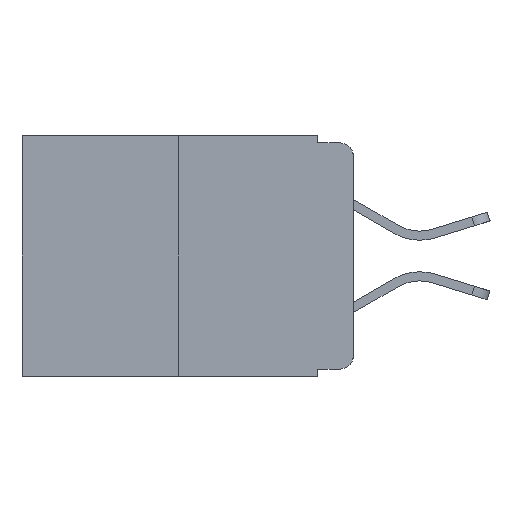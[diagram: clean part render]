
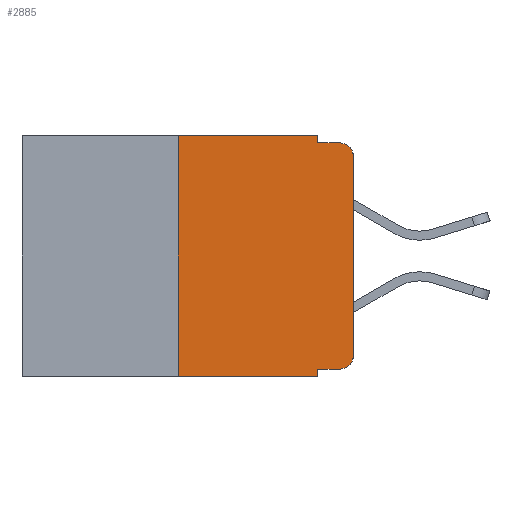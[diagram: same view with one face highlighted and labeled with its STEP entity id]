
A CAD part, left-side view. The second image highlights one B-rep face of the part: STEP entity #2885.
In plain terms, the highlighted planar face has unit normal (-1, 0, 0).
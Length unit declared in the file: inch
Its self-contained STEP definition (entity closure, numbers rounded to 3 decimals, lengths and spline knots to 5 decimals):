
#459 = CARTESIAN_POINT ( 'NONE',  ( 0., 0.051, -0.01 ) ) ;
#615 = ORIENTED_EDGE ( 'NONE', *, *, #11088, .T. ) ;
#795 = LINE ( 'NONE', #7123, #7752 ) ;
#1011 = EDGE_CURVE ( 'NONE', #5350, #14473, #11963, .T. ) ;
#1075 = VERTEX_POINT ( 'NONE', #8616 ) ;
#1169 = LINE ( 'NONE', #2353, #8552 ) ;
#1753 = LINE ( 'NONE', #17574, #6188 ) ;
#1757 = FACE_OUTER_BOUND ( 'NONE', #14192, .T. ) ;
#1796 = LINE ( 'NONE', #7525, #16428 ) ;
#2173 = DIRECTION ( 'NONE',  ( -1., 0., 0. ) ) ;
#2353 = CARTESIAN_POINT ( 'NONE',  ( 0., 0., 0. ) ) ;
#2575 = VERTEX_POINT ( 'NONE', #15863 ) ;
#2885 = ADVANCED_FACE ( 'NONE', ( #1757 ), #16546, .F. ) ;
#3415 = ORIENTED_EDGE ( 'NONE', *, *, #12893, .F. ) ;
#3601 = DIRECTION ( 'NONE',  ( 0., -1., 0. ) ) ;
#3670 = ORIENTED_EDGE ( 'NONE', *, *, #10156, .T. ) ;
#3795 = AXIS2_PLACEMENT_3D ( 'NONE', #16563, #4963, #5150 ) ;
#3997 = EDGE_CURVE ( 'NONE', #15120, #14473, #17992, .T. ) ;
#4154 = CARTESIAN_POINT ( 'NONE',  ( 0., 0.473, 0. ) ) ;
#4963 = DIRECTION ( 'NONE',  ( 1., 0., 0. ) ) ;
#4999 = EDGE_CURVE ( 'NONE', #9918, #15120, #1169, .T. ) ;
#5105 = CARTESIAN_POINT ( 'NONE',  ( 0., 0.02, -0.333 ) ) ;
#5150 = DIRECTION ( 'NONE',  ( 0., 0., -1. ) ) ;
#5350 = VERTEX_POINT ( 'NONE', #459 ) ;
#6188 = VECTOR ( 'NONE', #3601, 39.37008 ) ;
#6583 = CARTESIAN_POINT ( 'NONE',  ( 0., 0.02, -0.01 ) ) ;
#7123 = CARTESIAN_POINT ( 'NONE',  ( 0., 0.051, 0. ) ) ;
#7359 = ORIENTED_EDGE ( 'NONE', *, *, #13819, .F. ) ;
#7492 = ORIENTED_EDGE ( 'NONE', *, *, #12229, .F. ) ;
#7500 = CARTESIAN_POINT ( 'NONE',  ( 0., 0., -0.03 ) ) ;
#7509 = ORIENTED_EDGE ( 'NONE', *, *, #16583, .F. ) ;
#7512 = LINE ( 'NONE', #15039, #11204 ) ;
#7525 = CARTESIAN_POINT ( 'NONE',  ( 0., 0.051, -0.333 ) ) ;
#7638 = CARTESIAN_POINT ( 'NONE',  ( 0., 0.02, -0.03 ) ) ;
#7752 = VECTOR ( 'NONE', #8563, 39.37008 ) ;
#7786 = ORIENTED_EDGE ( 'NONE', *, *, #1011, .F. ) ;
#7864 = VECTOR ( 'NONE', #9885, 39.37008 ) ;
#8001 = LINE ( 'NONE', #4154, #14863 ) ;
#8055 = ORIENTED_EDGE ( 'NONE', *, *, #3997, .T. ) ;
#8180 = ORIENTED_EDGE ( 'NONE', *, *, #4999, .T. ) ;
#8523 = VERTEX_POINT ( 'NONE', #13233 ) ;
#8552 = VECTOR ( 'NONE', #11063, 39.37008 ) ;
#8563 = DIRECTION ( 'NONE',  ( 0., 0., -1. ) ) ;
#8616 = CARTESIAN_POINT ( 'NONE',  ( 0., 0.25, -0.343 ) ) ;
#8927 = DIRECTION ( 'NONE',  ( 0., -1., 0. ) ) ;
#9047 = DIRECTION ( 'NONE',  ( 0., 0., -1. ) ) ;
#9085 = DIRECTION ( 'NONE',  ( 0., 0., 1. ) ) ;
#9234 = AXIS2_PLACEMENT_3D ( 'NONE', #10837, #2173, #12200 ) ;
#9540 = AXIS2_PLACEMENT_3D ( 'NONE', #7638, #17232, #9047 ) ;
#9651 = VERTEX_POINT ( 'NONE', #12452 ) ;
#9771 = CARTESIAN_POINT ( 'NONE',  ( 0., 0.051, -0.01 ) ) ;
#9885 = DIRECTION ( 'NONE',  ( 0., -1., 0. ) ) ;
#9918 = VERTEX_POINT ( 'NONE', #15693 ) ;
#10156 = EDGE_CURVE ( 'NONE', #17163, #9918, #11842, .T. ) ;
#10346 = ORIENTED_EDGE ( 'NONE', *, *, #11930, .T. ) ;
#10534 = VECTOR ( 'NONE', #9085, 39.37008 ) ;
#10837 = CARTESIAN_POINT ( 'NONE',  ( 0., 0.02, -0.313 ) ) ;
#11063 = DIRECTION ( 'NONE',  ( 0., 0., 1. ) ) ;
#11088 = EDGE_CURVE ( 'NONE', #17816, #17163, #1796, .T. ) ;
#11204 = VECTOR ( 'NONE', #17775, 39.37008 ) ;
#11842 = CIRCLE ( 'NONE', #9234, 0.02 ) ;
#11930 = EDGE_CURVE ( 'NONE', #1075, #8523, #1753, .T. ) ;
#11963 = LINE ( 'NONE', #9771, #7864 ) ;
#12132 = CARTESIAN_POINT ( 'NONE',  ( 0., 0.051, -0.333 ) ) ;
#12200 = DIRECTION ( 'NONE',  ( 0., 0., -1. ) ) ;
#12229 = EDGE_CURVE ( 'NONE', #2575, #9651, #8001, .T. ) ;
#12452 = CARTESIAN_POINT ( 'NONE',  ( 0., 0.051, 0. ) ) ;
#12893 = EDGE_CURVE ( 'NONE', #17816, #8523, #795, .T. ) ;
#13200 = CARTESIAN_POINT ( 'NONE',  ( 0., 0.25, 0. ) ) ;
#13233 = CARTESIAN_POINT ( 'NONE',  ( 0., 0.051, -0.343 ) ) ;
#13734 = LINE ( 'NONE', #13200, #10534 ) ;
#13819 = EDGE_CURVE ( 'NONE', #1075, #2575, #13734, .T. ) ;
#14192 = EDGE_LOOP ( 'NONE', ( #8180, #8055, #7786, #7509, #7492, #7359, #10346, #3415, #615, #3670 ) ) ;
#14473 = VERTEX_POINT ( 'NONE', #6583 ) ;
#14863 = VECTOR ( 'NONE', #15412, 39.37008 ) ;
#15039 = CARTESIAN_POINT ( 'NONE',  ( 0., 0.051, 0. ) ) ;
#15120 = VERTEX_POINT ( 'NONE', #7500 ) ;
#15412 = DIRECTION ( 'NONE',  ( 0., -1., 0. ) ) ;
#15693 = CARTESIAN_POINT ( 'NONE',  ( 0., 0., -0.313 ) ) ;
#15863 = CARTESIAN_POINT ( 'NONE',  ( 0., 0.25, 0. ) ) ;
#16428 = VECTOR ( 'NONE', #8927, 39.37008 ) ;
#16546 = PLANE ( 'NONE',  #3795 ) ;
#16563 = CARTESIAN_POINT ( 'NONE',  ( 0., 0.473, 0. ) ) ;
#16583 = EDGE_CURVE ( 'NONE', #9651, #5350, #7512, .T. ) ;
#17163 = VERTEX_POINT ( 'NONE', #5105 ) ;
#17232 = DIRECTION ( 'NONE',  ( -1., 0., 0. ) ) ;
#17574 = CARTESIAN_POINT ( 'NONE',  ( 0., 0.473, -0.343 ) ) ;
#17775 = DIRECTION ( 'NONE',  ( 0., 0., -1. ) ) ;
#17816 = VERTEX_POINT ( 'NONE', #12132 ) ;
#17992 = CIRCLE ( 'NONE', #9540, 0.02 ) ;
